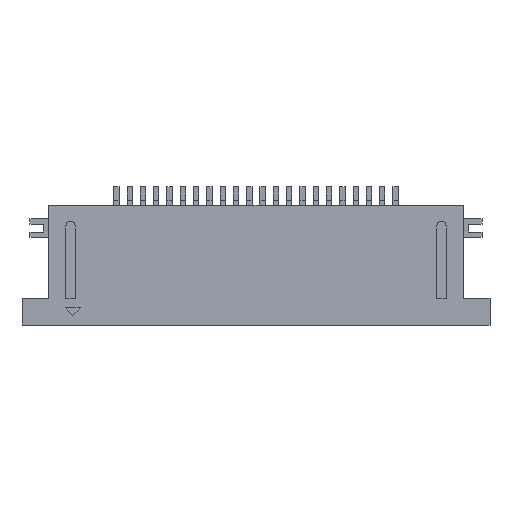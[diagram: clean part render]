
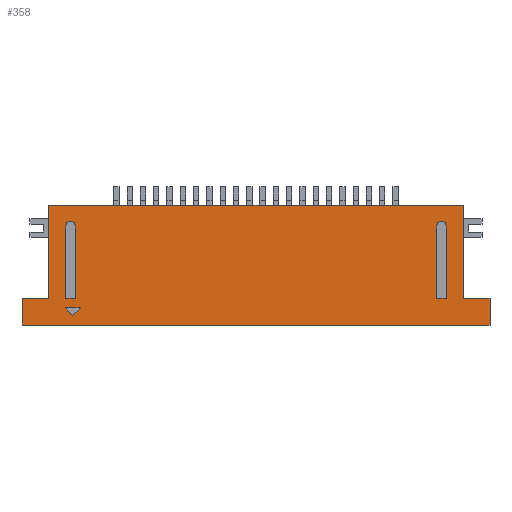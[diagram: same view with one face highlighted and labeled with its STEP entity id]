
A CAD part, top view. The second image highlights one B-rep face of the part: STEP entity #358.
In plain terms, the highlighted planar face has unit normal (0, 0, 1).
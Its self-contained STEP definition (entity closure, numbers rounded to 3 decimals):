
#114=FACE_BOUND('',#2087,.T.);
#115=FACE_BOUND('',#2088,.T.);
#116=FACE_BOUND('',#2089,.T.);
#117=FACE_BOUND('',#2090,.T.);
#151=CIRCLE('',#12414,0.175);
#152=CIRCLE('',#12415,0.175);
#358=ADVANCED_FACE('',(#114,#115,#116,#117),#959,.T.);
#959=PLANE('',#12416);
#2087=EDGE_LOOP('',(#3210,#3211,#3212,#3213));
#2088=EDGE_LOOP('',(#3214,#3215,#3216,#3217));
#2089=EDGE_LOOP('',(#3218,#3219,#3220,#3221,#3222,#3223,#3224,#3225));
#2090=EDGE_LOOP('',(#3226,#3227,#3228));
#3210=ORIENTED_EDGE('',*,*,#7827,.F.);
#3211=ORIENTED_EDGE('',*,*,#7828,.T.);
#3212=ORIENTED_EDGE('',*,*,#7829,.F.);
#3213=ORIENTED_EDGE('',*,*,#7830,.F.);
#3214=ORIENTED_EDGE('',*,*,#7831,.F.);
#3215=ORIENTED_EDGE('',*,*,#7832,.T.);
#3216=ORIENTED_EDGE('',*,*,#7833,.F.);
#3217=ORIENTED_EDGE('',*,*,#7834,.F.);
#3218=ORIENTED_EDGE('',*,*,#7835,.T.);
#3219=ORIENTED_EDGE('',*,*,#7394,.F.);
#3220=ORIENTED_EDGE('',*,*,#7794,.T.);
#3221=ORIENTED_EDGE('',*,*,#7434,.T.);
#3222=ORIENTED_EDGE('',*,*,#7836,.T.);
#3223=ORIENTED_EDGE('',*,*,#7837,.T.);
#3224=ORIENTED_EDGE('',*,*,#7838,.F.);
#3225=ORIENTED_EDGE('',*,*,#7839,.F.);
#3226=ORIENTED_EDGE('',*,*,#7840,.F.);
#3227=ORIENTED_EDGE('',*,*,#7841,.F.);
#3228=ORIENTED_EDGE('',*,*,#7842,.F.);
#6222=VERTEX_POINT('',#16303);
#6223=VERTEX_POINT('',#16305);
#6256=VERTEX_POINT('',#16383);
#6257=VERTEX_POINT('',#16385);
#6589=VERTEX_POINT('',#17159);
#6590=VERTEX_POINT('',#17160);
#6591=VERTEX_POINT('',#17162);
#6592=VERTEX_POINT('',#17164);
#6593=VERTEX_POINT('',#17167);
#6594=VERTEX_POINT('',#17168);
#6595=VERTEX_POINT('',#17170);
#6596=VERTEX_POINT('',#17172);
#6597=VERTEX_POINT('',#17175);
#6598=VERTEX_POINT('',#17177);
#6599=VERTEX_POINT('',#17179);
#6600=VERTEX_POINT('',#17181);
#6601=VERTEX_POINT('',#17184);
#6602=VERTEX_POINT('',#17185);
#6603=VERTEX_POINT('',#17187);
#7394=EDGE_CURVE('',#6222,#6223,#9159,.T.);
#7434=EDGE_CURVE('',#6257,#6256,#9199,.T.);
#7794=EDGE_CURVE('',#6222,#6257,#9557,.T.);
#7827=EDGE_CURVE('',#6589,#6590,#9587,.T.);
#7828=EDGE_CURVE('',#6589,#6591,#9588,.T.);
#7829=EDGE_CURVE('',#6592,#6591,#9589,.T.);
#7830=EDGE_CURVE('',#6590,#6592,#151,.T.);
#7831=EDGE_CURVE('',#6593,#6594,#9590,.T.);
#7832=EDGE_CURVE('',#6593,#6595,#9591,.T.);
#7833=EDGE_CURVE('',#6596,#6595,#9592,.T.);
#7834=EDGE_CURVE('',#6594,#6596,#152,.T.);
#7835=EDGE_CURVE('',#6597,#6223,#9593,.T.);
#7836=EDGE_CURVE('',#6256,#6598,#9594,.T.);
#7837=EDGE_CURVE('',#6598,#6599,#9595,.T.);
#7838=EDGE_CURVE('',#6600,#6599,#9596,.T.);
#7839=EDGE_CURVE('',#6597,#6600,#9597,.T.);
#7840=EDGE_CURVE('',#6601,#6602,#9598,.T.);
#7841=EDGE_CURVE('',#6603,#6601,#9599,.T.);
#7842=EDGE_CURVE('',#6602,#6603,#9600,.T.);
#9159=LINE('',#16304,#10769);
#9199=LINE('',#16384,#10809);
#9557=LINE('',#17097,#11167);
#9587=LINE('',#17158,#11197);
#9588=LINE('',#17161,#11198);
#9589=LINE('',#17163,#11199);
#9590=LINE('',#17166,#11200);
#9591=LINE('',#17169,#11201);
#9592=LINE('',#17171,#11202);
#9593=LINE('',#17174,#11203);
#9594=LINE('',#17176,#11204);
#9595=LINE('',#17178,#11205);
#9596=LINE('',#17180,#11206);
#9597=LINE('',#17182,#11207);
#9598=LINE('',#17183,#11208);
#9599=LINE('',#17186,#11209);
#9600=LINE('',#17188,#11210);
#10769=VECTOR('',#13147,1.);
#10809=VECTOR('',#13199,1.);
#11167=VECTOR('',#13641,1.);
#11197=VECTOR('',#13695,1.);
#11198=VECTOR('',#13696,1.);
#11199=VECTOR('',#13697,1.);
#11200=VECTOR('',#13700,1.);
#11201=VECTOR('',#13701,1.);
#11202=VECTOR('',#13702,1.);
#11203=VECTOR('',#13705,1.);
#11204=VECTOR('',#13706,1.);
#11205=VECTOR('',#13707,1.);
#11206=VECTOR('',#13708,1.);
#11207=VECTOR('',#13709,1.);
#11208=VECTOR('',#13710,1.);
#11209=VECTOR('',#13711,1.);
#11210=VECTOR('',#13712,1.);
#12414=AXIS2_PLACEMENT_3D('',#17165,#13698,#13699);
#12415=AXIS2_PLACEMENT_3D('',#17173,#13703,#13704);
#12416=AXIS2_PLACEMENT_3D('',#17189,#13713,#13714);
#13147=DIRECTION('',(0.,-1.,0.));
#13199=DIRECTION('',(0.,-1.,0.));
#13641=DIRECTION('',(-1.,0.,0.));
#13695=DIRECTION('',(0.,1.,0.));
#13696=DIRECTION('',(-1.,0.,0.));
#13697=DIRECTION('',(0.,-1.,0.));
#13698=DIRECTION('',(0.,0.,1.));
#13699=DIRECTION('',(1.,0.,0.));
#13700=DIRECTION('',(0.,1.,0.));
#13701=DIRECTION('',(-1.,0.,0.));
#13702=DIRECTION('',(0.,-1.,0.));
#13703=DIRECTION('',(0.,0.,1.));
#13704=DIRECTION('',(1.,0.,0.));
#13705=DIRECTION('',(-1.,0.,0.));
#13706=DIRECTION('',(-1.,0.,0.));
#13707=DIRECTION('',(0.,-1.,0.));
#13708=DIRECTION('',(-1.,0.,0.));
#13709=DIRECTION('',(0.,-1.,0.));
#13710=DIRECTION('',(0.682,0.731,0.));
#13711=DIRECTION('',(0.682,-0.731,0.));
#13712=DIRECTION('',(-1.,0.,0.));
#13713=DIRECTION('',(0.,0.,1.));
#13714=DIRECTION('',(1.,0.,0.));
#16303=CARTESIAN_POINT('',(7.8,3.5,2.12));
#16304=CARTESIAN_POINT('',(7.8,3.5,2.12));
#16305=CARTESIAN_POINT('',(7.8,0.,2.12));
#16383=CARTESIAN_POINT('',(-7.8,0.,2.12));
#16384=CARTESIAN_POINT('',(-7.8,3.5,2.12));
#16385=CARTESIAN_POINT('',(-7.8,3.5,2.12));
#17097=CARTESIAN_POINT('',(7.8,3.5,2.12));
#17158=CARTESIAN_POINT('',(7.15,0.,2.12));
#17159=CARTESIAN_POINT('',(7.15,0.,2.12));
#17160=CARTESIAN_POINT('',(7.15,2.725,2.12));
#17161=CARTESIAN_POINT('',(8.8,0.,2.12));
#17162=CARTESIAN_POINT('',(6.8,0.,2.12));
#17163=CARTESIAN_POINT('',(6.8,2.725,2.12));
#17164=CARTESIAN_POINT('',(6.8,2.725,2.12));
#17165=CARTESIAN_POINT('',(6.975,2.725,2.12));
#17166=CARTESIAN_POINT('',(-6.8,0.,2.12));
#17167=CARTESIAN_POINT('',(-6.8,0.,2.12));
#17168=CARTESIAN_POINT('',(-6.8,2.725,2.12));
#17169=CARTESIAN_POINT('',(8.8,0.,2.12));
#17170=CARTESIAN_POINT('',(-7.15,0.,2.12));
#17171=CARTESIAN_POINT('',(-7.15,2.725,2.12));
#17172=CARTESIAN_POINT('',(-7.15,2.725,2.12));
#17173=CARTESIAN_POINT('',(-6.975,2.725,2.12));
#17174=CARTESIAN_POINT('',(8.8,0.,2.12));
#17175=CARTESIAN_POINT('',(8.8,0.,2.12));
#17176=CARTESIAN_POINT('',(8.8,0.,2.12));
#17177=CARTESIAN_POINT('',(-8.8,0.,2.12));
#17178=CARTESIAN_POINT('',(-8.8,0.,2.12));
#17179=CARTESIAN_POINT('',(-8.8,-1.,2.12));
#17180=CARTESIAN_POINT('',(8.8,-1.,2.12));
#17181=CARTESIAN_POINT('',(8.8,-1.,2.12));
#17182=CARTESIAN_POINT('',(8.8,0.,2.12));
#17183=CARTESIAN_POINT('',(-6.89,-0.65,2.12));
#17184=CARTESIAN_POINT('',(-6.89,-0.65,2.12));
#17185=CARTESIAN_POINT('',(-6.61,-0.35,2.12));
#17186=CARTESIAN_POINT('',(-7.17,-0.35,2.12));
#17187=CARTESIAN_POINT('',(-7.17,-0.35,2.12));
#17188=CARTESIAN_POINT('',(-6.61,-0.35,2.12));
#17189=CARTESIAN_POINT('',(7.8,3.5,2.12));
